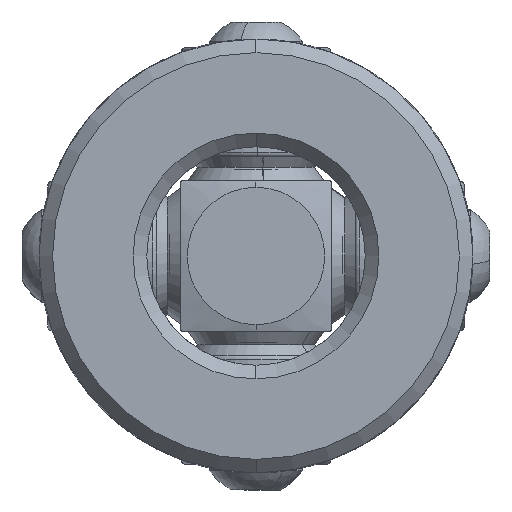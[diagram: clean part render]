
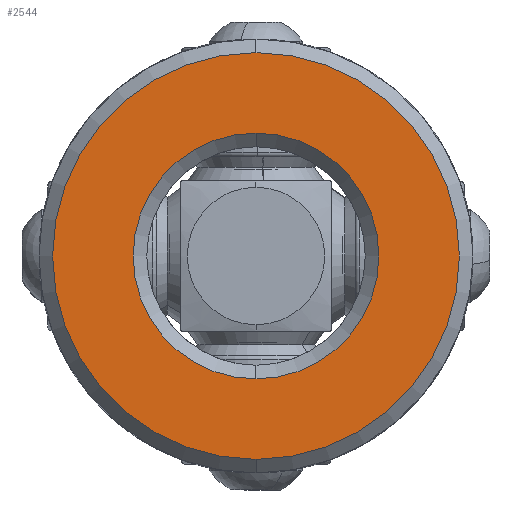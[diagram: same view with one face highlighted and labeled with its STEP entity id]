
A CAD part, left-side view. The second image highlights one B-rep face of the part: STEP entity #2544.
In plain terms, the highlighted planar face has unit normal (-1, 0, 0).
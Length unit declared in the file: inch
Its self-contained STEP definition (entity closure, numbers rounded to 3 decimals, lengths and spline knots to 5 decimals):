
#907 = FACE_OUTER_BOUND ( 'NONE', #10144, .T. ) ;
#1066 = DIRECTION ( 'NONE',  ( 0., 0., -1. ) ) ;
#1219 = EDGE_CURVE ( 'NONE', #1823, #11879, #1858, .T. ) ;
#1220 = CIRCLE ( 'NONE', #10590, 0.28175 ) ;
#1823 = VERTEX_POINT ( 'NONE', #7517 ) ;
#1847 = CARTESIAN_POINT ( 'NONE',  ( -1.6875, 0., 0. ) ) ;
#1858 = CIRCLE ( 'NONE', #6841, 0.46625 ) ;
#1886 = DIRECTION ( 'NONE',  ( 1., 0., 0. ) ) ;
#1915 = EDGE_CURVE ( 'NONE', #10907, #8330, #1220, .T. ) ;
#2086 = DIRECTION ( 'NONE',  ( 0., 0., -1. ) ) ;
#2180 = CARTESIAN_POINT ( 'NONE',  ( -1.6875, 0., -0.28175 ) ) ;
#2375 = ORIENTED_EDGE ( 'NONE', *, *, #8816, .T. ) ;
#2544 = ADVANCED_FACE ( 'NONE', ( #5890, #907 ), #9414, .F. ) ;
#3164 = DIRECTION ( 'NONE',  ( -1., 0., 0. ) ) ;
#3252 = EDGE_LOOP ( 'NONE', ( #4633, #6027 ) ) ;
#4633 = ORIENTED_EDGE ( 'NONE', *, *, #1915, .T. ) ;
#4963 = CARTESIAN_POINT ( 'NONE',  ( -1.6875, 0., 0. ) ) ;
#5878 = CARTESIAN_POINT ( 'NONE',  ( -1.6875, 0., 0. ) ) ;
#5890 = FACE_BOUND ( 'NONE', #3252, .T. ) ;
#6014 = DIRECTION ( 'NONE',  ( 1., 0., 0. ) ) ;
#6027 = ORIENTED_EDGE ( 'NONE', *, *, #6808, .T. ) ;
#6694 = CIRCLE ( 'NONE', #7935, 0.46625 ) ;
#6808 = EDGE_CURVE ( 'NONE', #8330, #10907, #9987, .T. ) ;
#6841 = AXIS2_PLACEMENT_3D ( 'NONE', #1847, #10448, #1066 ) ;
#6896 = CARTESIAN_POINT ( 'NONE',  ( -1.6875, 0., 0. ) ) ;
#7324 = DIRECTION ( 'NONE',  ( 1., 0., 0. ) ) ;
#7517 = CARTESIAN_POINT ( 'NONE',  ( -1.6875, 0., -0.46625 ) ) ;
#7935 = AXIS2_PLACEMENT_3D ( 'NONE', #4963, #3164, #9935 ) ;
#8330 = VERTEX_POINT ( 'NONE', #2180 ) ;
#8446 = CARTESIAN_POINT ( 'NONE',  ( -1.6875, 0., 0. ) ) ;
#8458 = DIRECTION ( 'NONE',  ( 0., 0., -1. ) ) ;
#8502 = CARTESIAN_POINT ( 'NONE',  ( -1.6875, 0., 0.46625 ) ) ;
#8816 = EDGE_CURVE ( 'NONE', #11879, #1823, #6694, .T. ) ;
#9259 = CARTESIAN_POINT ( 'NONE',  ( -1.6875, 0., 0.28175 ) ) ;
#9414 = PLANE ( 'NONE',  #12029 ) ;
#9935 = DIRECTION ( 'NONE',  ( 0., 0., -1. ) ) ;
#9987 = CIRCLE ( 'NONE', #11609, 0.28175 ) ;
#10144 = EDGE_LOOP ( 'NONE', ( #11028, #2375 ) ) ;
#10352 = DIRECTION ( 'NONE',  ( 0., 0., -1. ) ) ;
#10448 = DIRECTION ( 'NONE',  ( -1., 0., 0. ) ) ;
#10590 = AXIS2_PLACEMENT_3D ( 'NONE', #5878, #7324, #2086 ) ;
#10907 = VERTEX_POINT ( 'NONE', #9259 ) ;
#11028 = ORIENTED_EDGE ( 'NONE', *, *, #1219, .T. ) ;
#11609 = AXIS2_PLACEMENT_3D ( 'NONE', #8446, #1886, #10352 ) ;
#11879 = VERTEX_POINT ( 'NONE', #8502 ) ;
#12029 = AXIS2_PLACEMENT_3D ( 'NONE', #6896, #6014, #8458 ) ;
